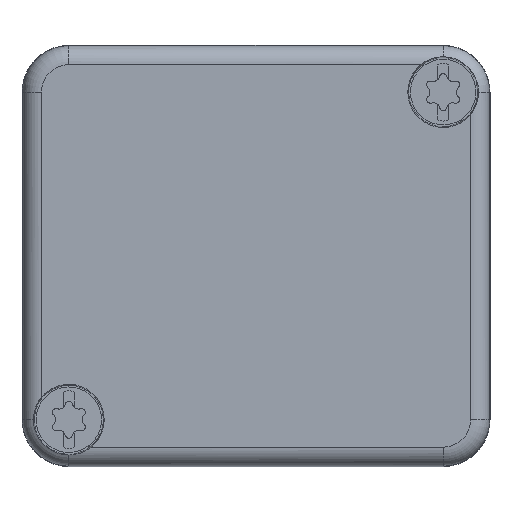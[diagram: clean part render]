
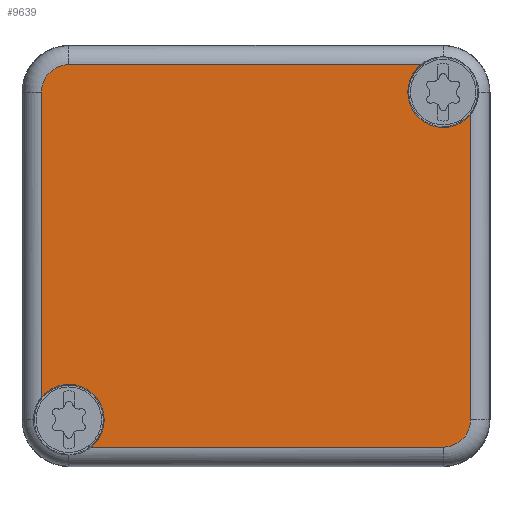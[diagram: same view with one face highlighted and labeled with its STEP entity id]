
A CAD part, top view. The second image highlights one B-rep face of the part: STEP entity #9639.
In plain terms, the highlighted planar face has unit normal (0, 0, 1).
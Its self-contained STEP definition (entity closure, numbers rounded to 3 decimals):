
#9184=AXIS2_PLACEMENT_3D('Circle Axis2P3D',#9182,#9183,$) ;
#9571=AXIS2_PLACEMENT_3D('Plane Axis2P3D',#9568,#9569,#9570) ;
#9575=AXIS2_PLACEMENT_3D('Circle Axis2P3D',#9573,#9574,$) ;
#9582=AXIS2_PLACEMENT_3D('Circle Axis2P3D',#9580,#9581,$) ;
#9596=AXIS2_PLACEMENT_3D('Circle Axis2P3D',#9594,#9595,$) ;
#9610=AXIS2_PLACEMENT_3D('Circle Axis2P3D',#9608,#9609,$) ;
#9617=AXIS2_PLACEMENT_3D('Circle Axis2P3D',#9615,#9616,$) ;
#9101=CARTESIAN_POINT('Line Origine',(2.07,22.5,30.)) ;
#9105=CARTESIAN_POINT('Vertex',(2.07,40.,30.)) ;
#9107=CARTESIAN_POINT('Vertex',(2.07,7.39,30.)) ;
#9179=CARTESIAN_POINT('Vertex',(5.,42.93,30.)) ;
#9182=CARTESIAN_POINT('Axis2P3D Location',(5.,40.,30.)) ;
#9568=CARTESIAN_POINT('Axis2P3D Location',(25.,22.5,30.)) ;
#9573=CARTESIAN_POINT('Axis2P3D Location',(5.,5.,30.)) ;
#9577=CARTESIAN_POINT('Vertex',(3.187,8.318,30.)) ;
#9580=CARTESIAN_POINT('Axis2P3D Location',(5.,5.,30.)) ;
#9584=CARTESIAN_POINT('Vertex',(7.39,2.07,30.)) ;
#9587=CARTESIAN_POINT('Line Origine',(26.195,2.07,30.)) ;
#9591=CARTESIAN_POINT('Vertex',(45.,2.07,30.)) ;
#9594=CARTESIAN_POINT('Axis2P3D Location',(45.,5.,30.)) ;
#9598=CARTESIAN_POINT('Vertex',(47.93,5.,30.)) ;
#9601=CARTESIAN_POINT('Line Origine',(47.93,21.305,30.)) ;
#9605=CARTESIAN_POINT('Vertex',(47.93,37.61,30.)) ;
#9608=CARTESIAN_POINT('Axis2P3D Location',(45.,40.,30.)) ;
#9612=CARTESIAN_POINT('Vertex',(46.813,36.682,30.)) ;
#9615=CARTESIAN_POINT('Axis2P3D Location',(45.,40.,30.)) ;
#9619=CARTESIAN_POINT('Vertex',(42.61,42.93,30.)) ;
#9622=CARTESIAN_POINT('Line Origine',(23.805,42.93,30.)) ;
#9102=DIRECTION('Vector Direction',(0.,1.,0.)) ;
#9183=DIRECTION('Axis2P3D Direction',(-0.,0.,1.)) ;
#9569=DIRECTION('Axis2P3D Direction',(0.,0.,1.)) ;
#9570=DIRECTION('Axis2P3D XDirection',(-1.,0.,0.)) ;
#9574=DIRECTION('Axis2P3D Direction',(0.,0.,1.)) ;
#9581=DIRECTION('Axis2P3D Direction',(0.,0.,1.)) ;
#9588=DIRECTION('Vector Direction',(-1.,0.,0.)) ;
#9595=DIRECTION('Axis2P3D Direction',(0.,0.,1.)) ;
#9602=DIRECTION('Vector Direction',(0.,-1.,0.)) ;
#9609=DIRECTION('Axis2P3D Direction',(0.,0.,1.)) ;
#9616=DIRECTION('Axis2P3D Direction',(0.,0.,1.)) ;
#9623=DIRECTION('Vector Direction',(1.,0.,0.)) ;
#9103=VECTOR('Line Direction',#9102,1.) ;
#9589=VECTOR('Line Direction',#9588,1.) ;
#9603=VECTOR('Line Direction',#9602,1.) ;
#9624=VECTOR('Line Direction',#9623,1.) ;
#9628=ORIENTED_EDGE('',*,*,#9579,.F.) ;
#9629=ORIENTED_EDGE('',*,*,#9586,.F.) ;
#9630=ORIENTED_EDGE('',*,*,#9593,.T.) ;
#9631=ORIENTED_EDGE('',*,*,#9600,.T.) ;
#9632=ORIENTED_EDGE('',*,*,#9607,.T.) ;
#9633=ORIENTED_EDGE('',*,*,#9614,.F.) ;
#9634=ORIENTED_EDGE('',*,*,#9621,.F.) ;
#9635=ORIENTED_EDGE('',*,*,#9626,.T.) ;
#9636=ORIENTED_EDGE('',*,*,#9186,.T.) ;
#9637=ORIENTED_EDGE('',*,*,#9109,.T.) ;
#9639=ADVANCED_FACE('Cover',(#9638),#9572,.T.) ;
#9185=CIRCLE('generated circle',#9184,2.93) ;
#9576=CIRCLE('generated circle',#9575,3.781) ;
#9583=CIRCLE('generated circle',#9582,3.781) ;
#9597=CIRCLE('generated circle',#9596,2.93) ;
#9611=CIRCLE('generated circle',#9610,3.781) ;
#9618=CIRCLE('generated circle',#9617,3.781) ;
#9109=EDGE_CURVE('',#9106,#9108,#9104,.F.) ;
#9186=EDGE_CURVE('',#9180,#9106,#9185,.T.) ;
#9579=EDGE_CURVE('',#9578,#9108,#9576,.T.) ;
#9586=EDGE_CURVE('',#9585,#9578,#9583,.T.) ;
#9593=EDGE_CURVE('',#9585,#9592,#9590,.F.) ;
#9600=EDGE_CURVE('',#9592,#9599,#9597,.T.) ;
#9607=EDGE_CURVE('',#9599,#9606,#9604,.F.) ;
#9614=EDGE_CURVE('',#9613,#9606,#9611,.T.) ;
#9621=EDGE_CURVE('',#9620,#9613,#9618,.T.) ;
#9626=EDGE_CURVE('',#9620,#9180,#9625,.F.) ;
#9627=EDGE_LOOP('',(#9628,#9629,#9630,#9631,#9632,#9633,#9634,#9635,#9636,#9637)) ;
#9638=FACE_OUTER_BOUND('',#9627,.T.) ;
#9104=LINE('Line',#9101,#9103) ;
#9590=LINE('Line',#9587,#9589) ;
#9604=LINE('Line',#9601,#9603) ;
#9625=LINE('Line',#9622,#9624) ;
#9572=PLANE('',#9571) ;
#9106=VERTEX_POINT('',#9105) ;
#9108=VERTEX_POINT('',#9107) ;
#9180=VERTEX_POINT('',#9179) ;
#9578=VERTEX_POINT('',#9577) ;
#9585=VERTEX_POINT('',#9584) ;
#9592=VERTEX_POINT('',#9591) ;
#9599=VERTEX_POINT('',#9598) ;
#9606=VERTEX_POINT('',#9605) ;
#9613=VERTEX_POINT('',#9612) ;
#9620=VERTEX_POINT('',#9619) ;
